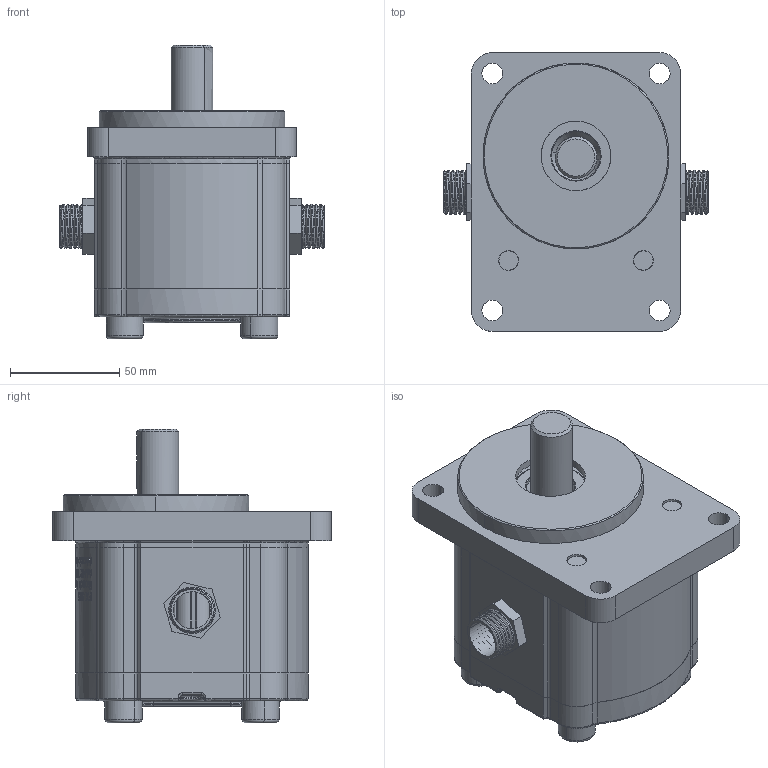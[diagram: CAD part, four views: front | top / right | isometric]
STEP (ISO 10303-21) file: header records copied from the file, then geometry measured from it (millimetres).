
FILE_DESCRIPTION(('FreeCAD Model'),'2;1');
FILE_NAME('Open CASCADE Shape Model','2025-04-17T05:15:48',('FreeCAD'),( 'FreeCAD'),'Open CASCADE STEP processor 7.6','FreeCAD','Unknown');
FILE_SCHEMA(('AUTOMOTIVE_DESIGN { 1 0 10303 214 1 1 1 1 }'));
Products named in the file (1): Open CASCADE STEP translator 7.6 1
Bounding box: 121.1 x 127.47 x 134.37 mm (x, y, z)
Volume: 787692.6 mm3; surface area: 200062.8 mm2
Topology: 30 solids, 30 shells, 1547 faces, 3913 edges, 2502 vertices
Faces by surface type: bspline 1547
Entity records: 64893 total; most frequent: CARTESIAN_POINT 42300, ORIENTED_EDGE 7746, EDGE_CURVE 3873, B_SPLINE_CURVE_WITH_KNOTS 2519, VERTEX_POINT 2502, FACE_BOUND 1729, EDGE_LOOP 1729, ADVANCED_FACE 1547
